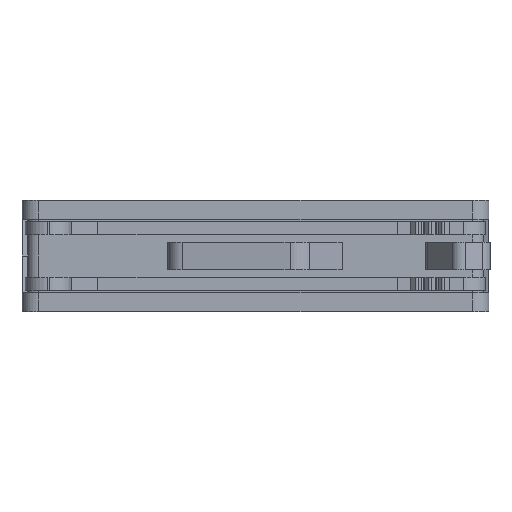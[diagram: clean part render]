
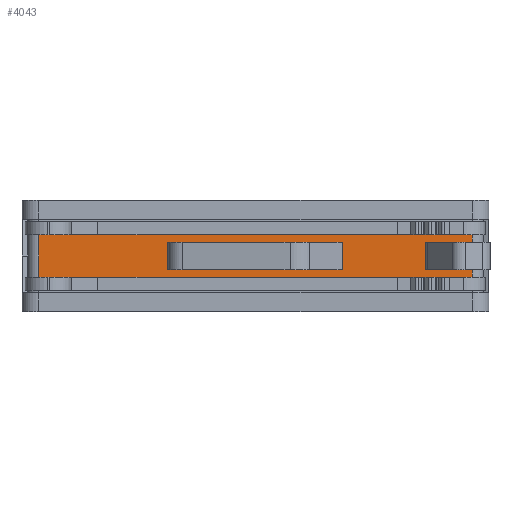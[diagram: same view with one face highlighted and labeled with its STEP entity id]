
A CAD part, front view. The second image highlights one B-rep face of the part: STEP entity #4043.
In plain terms, the highlighted planar face has unit normal (0, -1, 0).
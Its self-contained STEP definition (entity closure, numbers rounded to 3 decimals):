
#31 = VERTEX_POINT ( 'NONE', #8837 ) ;
#77 = VERTEX_POINT ( 'NONE', #9733 ) ;
#272 = VECTOR ( 'NONE', #8236, 1000. ) ;
#303 = EDGE_CURVE ( 'NONE', #77, #409, #2039, .T. ) ;
#340 = DIRECTION ( 'NONE',  ( 0., 0., -1. ) ) ;
#409 = VERTEX_POINT ( 'NONE', #1401 ) ;
#468 = VECTOR ( 'NONE', #340, 1000. ) ;
#514 = CARTESIAN_POINT ( 'NONE',  ( 16.714, -15.132, -1.058 ) ) ;
#522 = LINE ( 'NONE', #12907, #11249 ) ;
#585 = ORIENTED_EDGE ( 'NONE', *, *, #12486, .F. ) ;
#632 = ORIENTED_EDGE ( 'NONE', *, *, #5134, .F. ) ;
#805 = VECTOR ( 'NONE', #9708, 1000. ) ;
#1098 = ORIENTED_EDGE ( 'NONE', *, *, #9011, .T. ) ;
#1278 = ORIENTED_EDGE ( 'NONE', *, *, #6794, .F. ) ;
#1401 = CARTESIAN_POINT ( 'NONE',  ( -22.286, -15.132, -1.708 ) ) ;
#1580 = DIRECTION ( 'NONE',  ( 0., 0., 1. ) ) ;
#1833 = VERTEX_POINT ( 'NONE', #5229 ) ;
#1951 = CARTESIAN_POINT ( 'NONE',  ( 13.024, -15.132, 59.425 ) ) ;
#1963 = CARTESIAN_POINT ( 'NONE',  ( 16.714, -15.132, 2.092 ) ) ;
#2039 = LINE ( 'NONE', #3856, #10180 ) ;
#2116 = CARTESIAN_POINT ( 'NONE',  ( 16.714, -15.132, -1.058 ) ) ;
#2364 = VECTOR ( 'NONE', #1580, 1000. ) ;
#2516 = LINE ( 'NONE', #10177, #13641 ) ;
#2711 = LINE ( 'NONE', #12945, #11230 ) ;
#2730 = DIRECTION ( 'NONE',  ( -1., 0., 0. ) ) ;
#3122 = DIRECTION ( 'NONE',  ( 0., -1., 0. ) ) ;
#3421 = FACE_BOUND ( 'NONE', #8293, .T. ) ;
#3504 = VERTEX_POINT ( 'NONE', #2116 ) ;
#3856 = CARTESIAN_POINT ( 'NONE',  ( 16.714, -15.132, -1.708 ) ) ;
#4043 = ADVANCED_FACE ( 'NONE', ( #3421, #6358 ), #9738, .T. ) ;
#4324 = LINE ( 'NONE', #8713, #6908 ) ;
#4339 = CARTESIAN_POINT ( 'NONE',  ( 5.005, -15.132, -1.058 ) ) ;
#4520 = EDGE_CURVE ( 'NONE', #10782, #3504, #2711, .T. ) ;
#4854 = ORIENTED_EDGE ( 'NONE', *, *, #4520, .F. ) ;
#4948 = EDGE_CURVE ( 'NONE', #6123, #5882, #14166, .T. ) ;
#5134 = EDGE_CURVE ( 'NONE', #11479, #1833, #5624, .T. ) ;
#5229 = CARTESIAN_POINT ( 'NONE',  ( 16.714, -15.132, 2.092 ) ) ;
#5456 = LINE ( 'NONE', #13907, #13651 ) ;
#5624 = LINE ( 'NONE', #1963, #805 ) ;
#5882 = VERTEX_POINT ( 'NONE', #11742 ) ;
#5947 = VECTOR ( 'NONE', #9671, 1000. ) ;
#6123 = VERTEX_POINT ( 'NONE', #13276 ) ;
#6358 = FACE_OUTER_BOUND ( 'NONE', #13270, .T. ) ;
#6596 = VERTEX_POINT ( 'NONE', #13414 ) ;
#6794 = EDGE_CURVE ( 'NONE', #6123, #8203, #8726, .T. ) ;
#6908 = VECTOR ( 'NONE', #13167, 1000. ) ;
#6994 = CARTESIAN_POINT ( 'NONE',  ( -22.286, -15.132, 59.425 ) ) ;
#7111 = ORIENTED_EDGE ( 'NONE', *, *, #12373, .T. ) ;
#8063 = ORIENTED_EDGE ( 'NONE', *, *, #10360, .T. ) ;
#8203 = VERTEX_POINT ( 'NONE', #4339 ) ;
#8236 = DIRECTION ( 'NONE',  ( 1., 0., 0. ) ) ;
#8293 = EDGE_LOOP ( 'NONE', ( #1278, #10218, #8063, #9242 ) ) ;
#8534 = CARTESIAN_POINT ( 'NONE',  ( 16.714, -15.132, 59.425 ) ) ;
#8713 = CARTESIAN_POINT ( 'NONE',  ( 5.005, -15.132, 59.425 ) ) ;
#8726 = LINE ( 'NONE', #514, #272 ) ;
#8837 = CARTESIAN_POINT ( 'NONE',  ( 13.024, -15.132, 1.442 ) ) ;
#9011 = EDGE_CURVE ( 'NONE', #31, #6596, #2516, .T. ) ;
#9242 = ORIENTED_EDGE ( 'NONE', *, *, #14266, .T. ) ;
#9276 = LINE ( 'NONE', #6994, #468 ) ;
#9306 = CARTESIAN_POINT ( 'NONE',  ( -22.286, -15.132, 2.092 ) ) ;
#9634 = DIRECTION ( 'NONE',  ( 1., 0., 0. ) ) ;
#9671 = DIRECTION ( 'NONE',  ( 0., 0., -1. ) ) ;
#9697 = DIRECTION ( 'NONE',  ( 0., 0., 1. ) ) ;
#9708 = DIRECTION ( 'NONE',  ( 1., 0., 0. ) ) ;
#9733 = CARTESIAN_POINT ( 'NONE',  ( 16.714, -15.132, -1.708 ) ) ;
#9738 = PLANE ( 'NONE',  #11288 ) ;
#9791 = CARTESIAN_POINT ( 'NONE',  ( 16.714, -15.132, 59.425 ) ) ;
#9887 = ORIENTED_EDGE ( 'NONE', *, *, #12612, .F. ) ;
#10123 = CARTESIAN_POINT ( 'NONE',  ( 13.024, -15.132, -1.058 ) ) ;
#10177 = CARTESIAN_POINT ( 'NONE',  ( 16.714, -15.132, 1.442 ) ) ;
#10180 = VECTOR ( 'NONE', #2730, 1000. ) ;
#10218 = ORIENTED_EDGE ( 'NONE', *, *, #4948, .T. ) ;
#10354 = CARTESIAN_POINT ( 'NONE',  ( -10.529, -15.132, -1.058 ) ) ;
#10360 = EDGE_CURVE ( 'NONE', #5882, #11608, #522, .T. ) ;
#10379 = ORIENTED_EDGE ( 'NONE', *, *, #303, .F. ) ;
#10399 = EDGE_CURVE ( 'NONE', #10782, #31, #13178, .T. ) ;
#10602 = DIRECTION ( 'NONE',  ( 0., 0., -1. ) ) ;
#10782 = VERTEX_POINT ( 'NONE', #10123 ) ;
#10929 = DIRECTION ( 'NONE',  ( 0., 0., -1. ) ) ;
#11230 = VECTOR ( 'NONE', #9634, 1000. ) ;
#11249 = VECTOR ( 'NONE', #14033, 1000. ) ;
#11284 = DIRECTION ( 'NONE',  ( 1., 0., 0. ) ) ;
#11288 = AXIS2_PLACEMENT_3D ( 'NONE', #9791, #3122, #10929 ) ;
#11479 = VERTEX_POINT ( 'NONE', #9306 ) ;
#11608 = VERTEX_POINT ( 'NONE', #11773 ) ;
#11742 = CARTESIAN_POINT ( 'NONE',  ( -10.529, -15.132, 1.442 ) ) ;
#11773 = CARTESIAN_POINT ( 'NONE',  ( 5.005, -15.132, 1.442 ) ) ;
#11863 = LINE ( 'NONE', #8534, #5947 ) ;
#12373 = EDGE_CURVE ( 'NONE', #11479, #409, #9276, .T. ) ;
#12486 = EDGE_CURVE ( 'NONE', #3504, #77, #5456, .T. ) ;
#12612 = EDGE_CURVE ( 'NONE', #1833, #6596, #11863, .T. ) ;
#12818 = VECTOR ( 'NONE', #9697, 1000. ) ;
#12907 = CARTESIAN_POINT ( 'NONE',  ( 16.714, -15.132, 1.442 ) ) ;
#12945 = CARTESIAN_POINT ( 'NONE',  ( 16.714, -15.132, -1.058 ) ) ;
#13167 = DIRECTION ( 'NONE',  ( 0., 0., -1. ) ) ;
#13178 = LINE ( 'NONE', #1951, #12818 ) ;
#13270 = EDGE_LOOP ( 'NONE', ( #4854, #13623, #1098, #9887, #632, #7111, #10379, #585 ) ) ;
#13276 = CARTESIAN_POINT ( 'NONE',  ( -10.529, -15.132, -1.058 ) ) ;
#13414 = CARTESIAN_POINT ( 'NONE',  ( 16.714, -15.132, 1.442 ) ) ;
#13623 = ORIENTED_EDGE ( 'NONE', *, *, #10399, .T. ) ;
#13641 = VECTOR ( 'NONE', #11284, 1000. ) ;
#13651 = VECTOR ( 'NONE', #10602, 1000. ) ;
#13907 = CARTESIAN_POINT ( 'NONE',  ( 16.714, -15.132, 59.425 ) ) ;
#14033 = DIRECTION ( 'NONE',  ( 1., 0., 0. ) ) ;
#14166 = LINE ( 'NONE', #10354, #2364 ) ;
#14266 = EDGE_CURVE ( 'NONE', #11608, #8203, #4324, .T. ) ;
